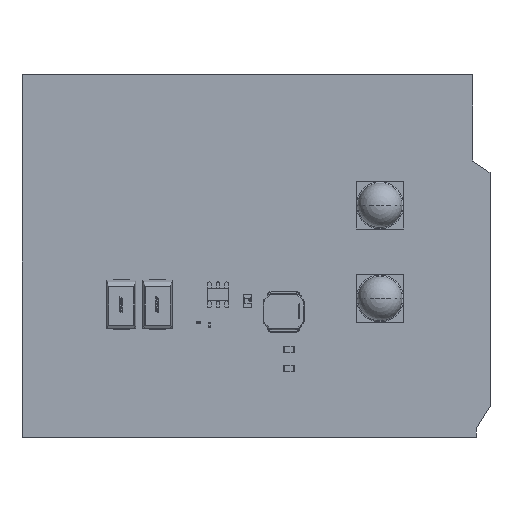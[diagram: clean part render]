
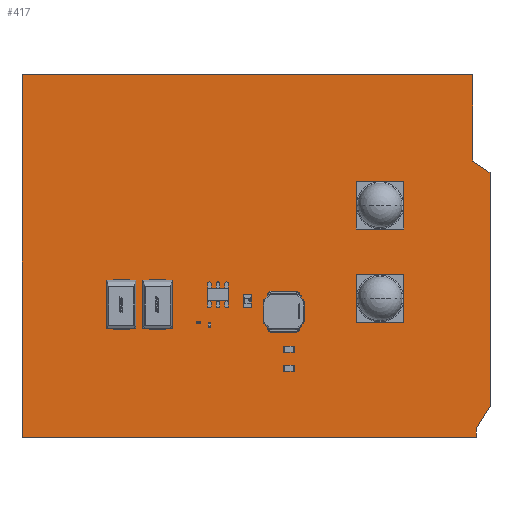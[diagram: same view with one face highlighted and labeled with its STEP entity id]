
A CAD part, top view. The second image highlights one B-rep face of the part: STEP entity #417.
In plain terms, the highlighted planar face has unit normal (0, 0, 1).
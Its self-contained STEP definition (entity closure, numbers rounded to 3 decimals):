
#96 = VERTEX_POINT('',#97);
#97 = CARTESIAN_POINT('',(0.127,0.,1.615));
#103 = EDGE_CURVE('',#96,#104,#106,.T.);
#104 = VERTEX_POINT('',#105);
#105 = CARTESIAN_POINT('',(66.929,0.,1.615));
#106 = LINE('',#107,#108);
#107 = CARTESIAN_POINT('',(0.127,0.,1.615));
#108 = VECTOR('',#109,1.);
#109 = DIRECTION('',(1.,0.,0.));
#134 = EDGE_CURVE('',#104,#135,#137,.T.);
#135 = VERTEX_POINT('',#136);
#136 = CARTESIAN_POINT('',(66.929,1.27,1.615));
#137 = LINE('',#138,#139);
#138 = CARTESIAN_POINT('',(66.929,0.,1.615));
#139 = VECTOR('',#140,1.);
#140 = DIRECTION('',(0.,1.,0.));
#165 = EDGE_CURVE('',#135,#166,#168,.T.);
#166 = VERTEX_POINT('',#167);
#167 = CARTESIAN_POINT('',(68.961,4.572,1.615));
#168 = LINE('',#169,#170);
#169 = CARTESIAN_POINT('',(66.929,1.27,1.615));
#170 = VECTOR('',#171,1.);
#171 = DIRECTION('',(0.524,0.852,0.));
#196 = EDGE_CURVE('',#166,#197,#199,.T.);
#197 = VERTEX_POINT('',#198);
#198 = CARTESIAN_POINT('',(68.961,7.239,1.615));
#199 = LINE('',#200,#201);
#200 = CARTESIAN_POINT('',(68.961,4.572,1.615));
#201 = VECTOR('',#202,1.);
#202 = DIRECTION('',(0.,1.,0.));
#227 = EDGE_CURVE('',#197,#228,#230,.T.);
#228 = VERTEX_POINT('',#229);
#229 = CARTESIAN_POINT('',(68.961,38.922,1.615));
#230 = LINE('',#231,#232);
#231 = CARTESIAN_POINT('',(68.961,7.239,1.615));
#232 = VECTOR('',#233,1.);
#233 = DIRECTION('',(0.,1.,0.));
#258 = EDGE_CURVE('',#228,#259,#261,.T.);
#259 = VERTEX_POINT('',#260);
#260 = CARTESIAN_POINT('',(66.421,40.64,1.615));
#261 = LINE('',#262,#263);
#262 = CARTESIAN_POINT('',(68.961,38.922,1.615));
#263 = VECTOR('',#264,1.);
#264 = DIRECTION('',(-0.828,0.56,0.));
#289 = EDGE_CURVE('',#259,#290,#292,.T.);
#290 = VERTEX_POINT('',#291);
#291 = CARTESIAN_POINT('',(66.421,42.037,1.615));
#292 = LINE('',#293,#294);
#293 = CARTESIAN_POINT('',(66.421,40.64,1.615));
#294 = VECTOR('',#295,1.);
#295 = DIRECTION('',(0.,1.,0.));
#320 = EDGE_CURVE('',#290,#321,#323,.T.);
#321 = VERTEX_POINT('',#322);
#322 = CARTESIAN_POINT('',(66.421,53.34,1.615));
#323 = LINE('',#324,#325);
#324 = CARTESIAN_POINT('',(66.421,42.037,1.615));
#325 = VECTOR('',#326,1.);
#326 = DIRECTION('',(0.,1.,0.));
#351 = EDGE_CURVE('',#321,#352,#354,.T.);
#352 = VERTEX_POINT('',#353);
#353 = CARTESIAN_POINT('',(0.127,53.34,1.615));
#354 = LINE('',#355,#356);
#355 = CARTESIAN_POINT('',(66.421,53.34,1.615));
#356 = VECTOR('',#357,1.);
#357 = DIRECTION('',(-1.,0.,0.));
#382 = EDGE_CURVE('',#352,#96,#383,.T.);
#383 = LINE('',#384,#385);
#384 = CARTESIAN_POINT('',(0.127,53.34,1.615));
#385 = VECTOR('',#386,1.);
#386 = DIRECTION('',(0.,-1.,0.));
#417 = ADVANCED_FACE('',(#418),#430,.T.);
#418 = FACE_BOUND('',#419,.T.);
#419 = EDGE_LOOP('',(#420,#421,#422,#423,#424,#425,#426,#427,#428,#429)
  );
#420 = ORIENTED_EDGE('',*,*,#103,.T.);
#421 = ORIENTED_EDGE('',*,*,#134,.T.);
#422 = ORIENTED_EDGE('',*,*,#165,.T.);
#423 = ORIENTED_EDGE('',*,*,#196,.T.);
#424 = ORIENTED_EDGE('',*,*,#227,.T.);
#425 = ORIENTED_EDGE('',*,*,#258,.T.);
#426 = ORIENTED_EDGE('',*,*,#289,.T.);
#427 = ORIENTED_EDGE('',*,*,#320,.T.);
#428 = ORIENTED_EDGE('',*,*,#351,.T.);
#429 = ORIENTED_EDGE('',*,*,#382,.T.);
#430 = PLANE('',#431);
#431 = AXIS2_PLACEMENT_3D('',#432,#433,#434);
#432 = CARTESIAN_POINT('',(34.012,26.631,1.615));
#433 = DIRECTION('',(0.,0.,1.));
#434 = DIRECTION('',(1.,0.,-0.));
